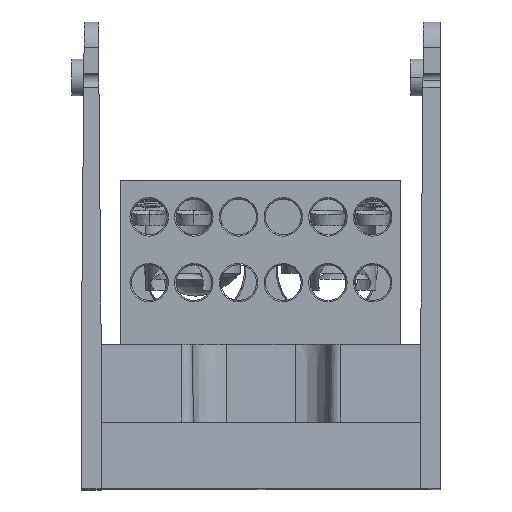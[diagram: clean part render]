
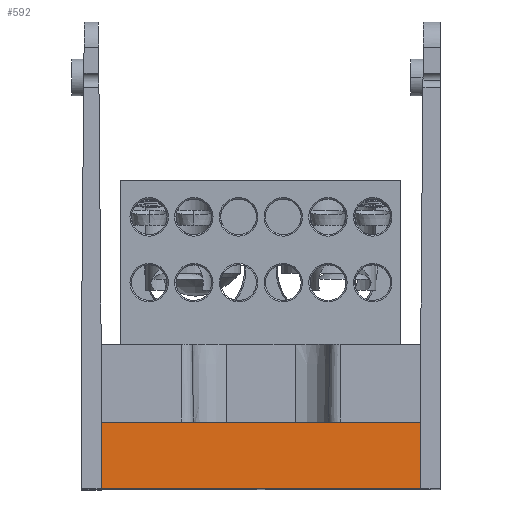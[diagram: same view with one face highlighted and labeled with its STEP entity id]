
A CAD part, top view. The second image highlights one B-rep face of the part: STEP entity #592.
In plain terms, the highlighted planar face has unit normal (0, -0.035, -0.999).
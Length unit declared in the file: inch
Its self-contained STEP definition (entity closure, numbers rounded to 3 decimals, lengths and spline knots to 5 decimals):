
#592 = ADVANCED_FACE ( 'NONE', ( #19792 ), #25952, .F. ) ;
#600 = EDGE_CURVE ( 'NONE', #29259, #24285, #6566, .T. ) ;
#1520 = VERTEX_POINT ( 'NONE', #19159 ) ;
#3254 = CARTESIAN_POINT ( 'NONE',  ( -1.215, 0.5, 2.73254 ) ) ;
#4453 = LINE ( 'NONE', #5404, #4549 ) ;
#4479 = DIRECTION ( 'NONE',  ( -1., 0., 0. ) ) ;
#4549 = VECTOR ( 'NONE', #5262, 39.37008 ) ;
#4604 = EDGE_CURVE ( 'NONE', #25421, #1520, #4453, .T. ) ;
#4644 = LINE ( 'NONE', #3254, #5940 ) ;
#5262 = DIRECTION ( 'NONE',  ( 0., -0.999, 0.035 ) ) ;
#5404 = CARTESIAN_POINT ( 'NONE',  ( -1.215, 0.5, 2.73254 ) ) ;
#5940 = VECTOR ( 'NONE', #4479, 39.37008 ) ;
#6566 = LINE ( 'NONE', #25930, #30985 ) ;
#8804 = CARTESIAN_POINT ( 'NONE',  ( 1.215, 0.5, 2.73254 ) ) ;
#12183 = EDGE_CURVE ( 'NONE', #29259, #1520, #14076, .T. ) ;
#12437 = CARTESIAN_POINT ( 'NONE',  ( -1.215, 0.5, 2.73254 ) ) ;
#12804 = VECTOR ( 'NONE', #18595, 39.37008 ) ;
#14076 = LINE ( 'NONE', #18904, #12804 ) ;
#14658 = ORIENTED_EDGE ( 'NONE', *, *, #600, .F. ) ;
#16707 = EDGE_CURVE ( 'NONE', #24285, #25421, #4644, .T. ) ;
#18595 = DIRECTION ( 'NONE',  ( -1., 0., 0. ) ) ;
#18904 = CARTESIAN_POINT ( 'NONE',  ( -1.215, 0., 2.75 ) ) ;
#19159 = CARTESIAN_POINT ( 'NONE',  ( -1.215, 0., 2.75 ) ) ;
#19760 = AXIS2_PLACEMENT_3D ( 'NONE', #25245, #25023, #24989 ) ;
#19792 = FACE_OUTER_BOUND ( 'NONE', #24616, .T. ) ;
#24285 = VERTEX_POINT ( 'NONE', #8804 ) ;
#24438 = ORIENTED_EDGE ( 'NONE', *, *, #4604, .F. ) ;
#24616 = EDGE_LOOP ( 'NONE', ( #24438, #25461, #14658, #29101 ) ) ;
#24809 = DIRECTION ( 'NONE',  ( 0., 0.999, -0.035 ) ) ;
#24989 = DIRECTION ( 'NONE',  ( 0., -0.999, 0.035 ) ) ;
#25023 = DIRECTION ( 'NONE',  ( 0., 0.035, 0.999 ) ) ;
#25245 = CARTESIAN_POINT ( 'NONE',  ( -1.215, 0., 2.75 ) ) ;
#25421 = VERTEX_POINT ( 'NONE', #12437 ) ;
#25461 = ORIENTED_EDGE ( 'NONE', *, *, #16707, .F. ) ;
#25930 = CARTESIAN_POINT ( 'NONE',  ( 1.215, 0., 2.75 ) ) ;
#25952 = PLANE ( 'NONE',  #19760 ) ;
#26434 = CARTESIAN_POINT ( 'NONE',  ( 1.215, 0., 2.75 ) ) ;
#29101 = ORIENTED_EDGE ( 'NONE', *, *, #12183, .T. ) ;
#29259 = VERTEX_POINT ( 'NONE', #26434 ) ;
#30985 = VECTOR ( 'NONE', #24809, 39.37008 ) ;
